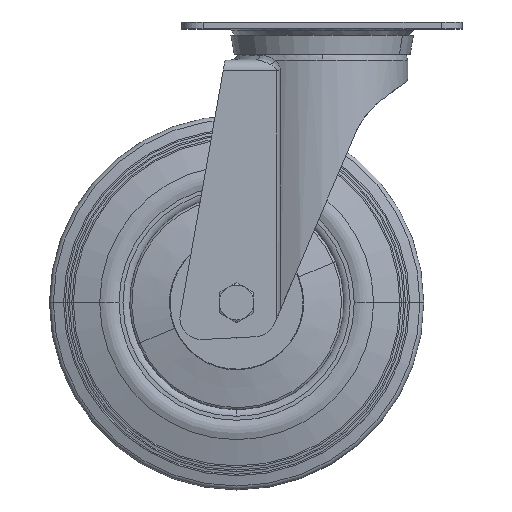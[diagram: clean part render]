
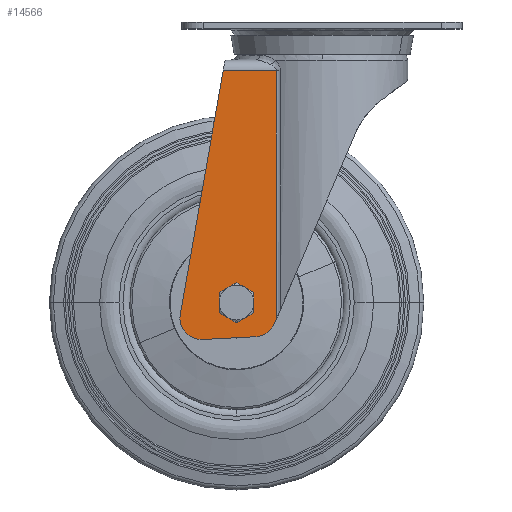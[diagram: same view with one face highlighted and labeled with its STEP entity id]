
A CAD part, top view. The second image highlights one B-rep face of the part: STEP entity #14566.
In plain terms, the highlighted planar face has unit normal (0, 0, 1).
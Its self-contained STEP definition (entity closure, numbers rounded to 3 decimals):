
#2002 = AXIS2_PLACEMENT_3D ( 'NONE', #5211, #5212, #5213 ) ;
#3456 = CIRCLE ( 'NONE', #2002, 5. ) ;
#3476 = LINE ( 'NONE', #5259, #3479 ) ;
#3479 = VECTOR ( 'NONE', #5260, 1000. ) ;
#4360 = CARTESIAN_POINT ( 'NONE',  ( -16.024, -11.63, 27.5 ) ) ;
#4361 = CARTESIAN_POINT ( 'NONE',  ( -26.024, -11.63, 27.5 ) ) ;
#4372 = CARTESIAN_POINT ( 'NONE',  ( -6.192, -17.903, 27.5 ) ) ;
#4373 = CARTESIAN_POINT ( 'NONE',  ( -6.867, -19.493, 27.5 ) ) ;
#4390 = CARTESIAN_POINT ( 'NONE',  ( -13.812, -24.356, 27.5 ) ) ;
#4392 = CARTESIAN_POINT ( 'NONE',  ( -6.192, 75.07, 27.5 ) ) ;
#4393 = CARTESIAN_POINT ( 'NONE',  ( -33.812, -25.404, 27.5 ) ) ;
#4409 = CARTESIAN_POINT ( 'NONE',  ( -42.109, -16.026, 27.5 ) ) ;
#4413 = CARTESIAN_POINT ( 'NONE',  ( -26.046, 75.07, 27.5 ) ) ;
#5211 = CARTESIAN_POINT ( 'NONE',  ( -21.024, -11.63, 27.5 ) ) ;
#5212 = DIRECTION ( 'NONE',  ( 0., 0., -1. ) ) ;
#5213 = DIRECTION ( 'NONE',  ( 1., 0., 0. ) ) ;
#5259 = CARTESIAN_POINT ( 'NONE',  ( 33.106, 74.676, 27.5 ) ) ;
#5260 = DIRECTION ( 'NONE',  ( -0.391, -0.921, 0. ) ) ;
#8269 = EDGE_LOOP ( 'NONE', ( #17609, #17610, #17611, #17612, #17613, #17614, #17615 ) ) ;
#8988 = CIRCLE ( 'NONE', #10562, 8. ) ;
#8996 = LINE ( 'NONE', #12025, #9000 ) ;
#9000 = VECTOR ( 'NONE', #11959, 1000. ) ;
#9004 = LINE ( 'NONE', #12029, #9006 ) ;
#9005 = CIRCLE ( 'NONE', #10568, 5. ) ;
#9006 = VECTOR ( 'NONE', #12030, 1000. ) ;
#9133 = LINE ( 'NONE', #12774, #9135 ) ;
#9135 = VECTOR ( 'NONE', #12773, 1000. ) ;
#9136 = LINE ( 'NONE', #12788, #9139 ) ;
#9139 = VECTOR ( 'NONE', #12789, 1000. ) ;
#9144 = CIRCLE ( 'NONE', #10625, 8. ) ;
#10562 = AXIS2_PLACEMENT_3D ( 'NONE', #11961, #11962, #11963 ) ;
#10568 = AXIS2_PLACEMENT_3D ( 'NONE', #12070, #12071, #12072 ) ;
#10625 = AXIS2_PLACEMENT_3D ( 'NONE', #12818, #12819, #12820 ) ;
#11959 = DIRECTION ( 'NONE',  ( 0.999, 0.052, 0. ) ) ;
#11961 = CARTESIAN_POINT ( 'NONE',  ( -14.231, -16.367, 27.5 ) ) ;
#11962 = DIRECTION ( 'NONE',  ( 0., 0., 1. ) ) ;
#11963 = DIRECTION ( 'NONE',  ( 1., 0., 0. ) ) ;
#12025 = CARTESIAN_POINT ( 'NONE',  ( -33.812, -25.404, 27.5 ) ) ;
#12029 = CARTESIAN_POINT ( 'NONE',  ( -6.192, -25.93, 27.5 ) ) ;
#12030 = DIRECTION ( 'NONE',  ( 0., 1., 0. ) ) ;
#12070 = CARTESIAN_POINT ( 'NONE',  ( -21.024, -11.63, 27.5 ) ) ;
#12071 = DIRECTION ( 'NONE',  ( 0., 0., -1. ) ) ;
#12072 = DIRECTION ( 'NONE',  ( 1., 0., 0. ) ) ;
#12773 = DIRECTION ( 'NONE',  ( 0.174, 0.985, 0. ) ) ;
#12774 = CARTESIAN_POINT ( 'NONE',  ( -23.391, 90.13, 27.5 ) ) ;
#12788 = CARTESIAN_POINT ( 'NONE',  ( 10.976, 75.07, 27.5 ) ) ;
#12789 = DIRECTION ( 'NONE',  ( 1., 0., 0. ) ) ;
#12818 = CARTESIAN_POINT ( 'NONE',  ( -34.231, -17.415, 27.5 ) ) ;
#12819 = DIRECTION ( 'NONE',  ( 0., 0., 1. ) ) ;
#12820 = DIRECTION ( 'NONE',  ( 1., 0., 0. ) ) ;
#14566 = ADVANCED_FACE ( 'NONE', ( #21796, #21799 ), #23800, .T. ) ;
#16207 = VERTEX_POINT ( 'NONE', #4360 ) ;
#16208 = VERTEX_POINT ( 'NONE', #4361 ) ;
#16219 = VERTEX_POINT ( 'NONE', #4372 ) ;
#16220 = VERTEX_POINT ( 'NONE', #4373 ) ;
#16237 = VERTEX_POINT ( 'NONE', #4390 ) ;
#16239 = VERTEX_POINT ( 'NONE', #4392 ) ;
#16240 = VERTEX_POINT ( 'NONE', #4393 ) ;
#16256 = VERTEX_POINT ( 'NONE', #4409 ) ;
#16260 = VERTEX_POINT ( 'NONE', #4413 ) ;
#16797 = EDGE_CURVE ( 'NONE', #16207, #16208, #3456, .T. ) ;
#16809 = EDGE_CURVE ( 'NONE', #16219, #16220, #3476, .T. ) ;
#17609 = ORIENTED_EDGE ( 'NONE', *, *, #20349, .T. ) ;
#17610 = ORIENTED_EDGE ( 'NONE', *, *, #20344, .T. ) ;
#17611 = ORIENTED_EDGE ( 'NONE', *, *, #16809, .F. ) ;
#17612 = ORIENTED_EDGE ( 'NONE', *, *, #20353, .T. ) ;
#17613 = ORIENTED_EDGE ( 'NONE', *, *, #20467, .F. ) ;
#17614 = ORIENTED_EDGE ( 'NONE', *, *, #20465, .F. ) ;
#17615 = ORIENTED_EDGE ( 'NONE', *, *, #20471, .T. ) ;
#17616 = ORIENTED_EDGE ( 'NONE', *, *, #16797, .T. ) ;
#17617 = ORIENTED_EDGE ( 'NONE', *, *, #20359, .T. ) ;
#18699 = EDGE_LOOP ( 'NONE', ( #17616, #17617 ) ) ;
#20344 = EDGE_CURVE ( 'NONE', #16237, #16220, #8988, .T. ) ;
#20349 = EDGE_CURVE ( 'NONE', #16240, #16237, #8996, .T. ) ;
#20353 = EDGE_CURVE ( 'NONE', #16219, #16239, #9004, .T. ) ;
#20359 = EDGE_CURVE ( 'NONE', #16208, #16207, #9005, .T. ) ;
#20465 = EDGE_CURVE ( 'NONE', #16256, #16260, #9133, .T. ) ;
#20467 = EDGE_CURVE ( 'NONE', #16260, #16239, #9136, .T. ) ;
#20471 = EDGE_CURVE ( 'NONE', #16256, #16240, #9144, .T. ) ;
#21796 = FACE_OUTER_BOUND ( 'NONE', #8269, .T. ) ;
#21799 = FACE_BOUND ( 'NONE', #18699, .T. ) ;
#23285 = AXIS2_PLACEMENT_3D ( 'NONE', #23792, #23802, #23803 ) ;
#23792 = CARTESIAN_POINT ( 'NONE',  ( -102.024, -25.93, 27.5 ) ) ;
#23800 = PLANE ( 'NONE',  #23285 ) ;
#23802 = DIRECTION ( 'NONE',  ( 0., 0., 1. ) ) ;
#23803 = DIRECTION ( 'NONE',  ( 1., 0., 0. ) ) ;
